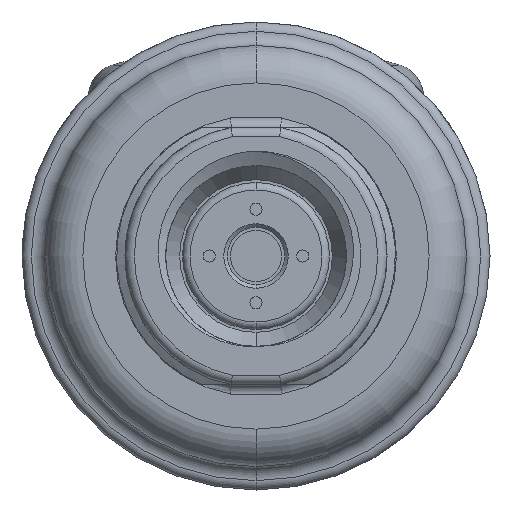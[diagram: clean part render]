
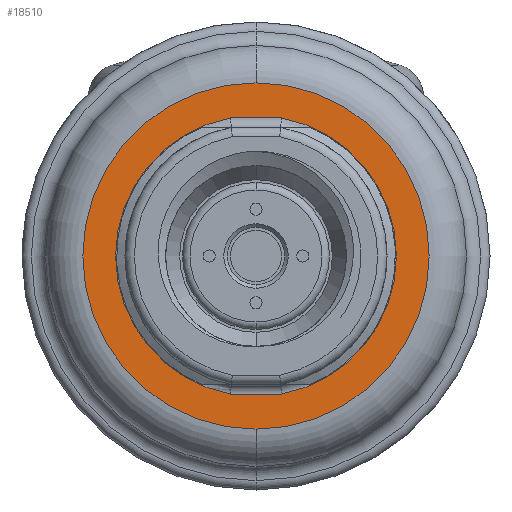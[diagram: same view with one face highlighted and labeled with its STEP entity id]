
A CAD part, front view. The second image highlights one B-rep face of the part: STEP entity #18510.
In plain terms, the highlighted planar face has unit normal (0, -1, 0).
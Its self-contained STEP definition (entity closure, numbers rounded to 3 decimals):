
#3907=CARTESIAN_POINT('',(0.,-3.,0.));
#3908=DIRECTION('',(0.,-1.,0.));
#3909=DIRECTION('',(0.,0.,-1.));
#3910=AXIS2_PLACEMENT_3D('',#3907,#3908,#3909);
#3912=CARTESIAN_POINT('',(0.,-3.,0.));
#3913=DIRECTION('',(0.,-1.,0.));
#3914=DIRECTION('',(0.,0.,1.));
#3915=AXIS2_PLACEMENT_3D('',#3912,#3913,#3914);
#3917=CARTESIAN_POINT('',(0.,-3.,0.));
#3918=DIRECTION('',(0.,-1.,0.));
#3919=DIRECTION('',(-0.182,0.,0.983));
#3920=AXIS2_PLACEMENT_3D('',#3917,#3918,#3919);
#3922=DIRECTION('',(1.,0.,0.));
#3923=VECTOR('',#3922,5.454);
#3924=CARTESIAN_POINT('',(-2.727,-3.,-14.75));
#3925=LINE('',#3924,#3923);
#3926=CARTESIAN_POINT('',(0.,-3.,0.));
#3927=DIRECTION('',(0.,-1.,0.));
#3928=DIRECTION('',(0.182,0.,-0.983));
#3929=AXIS2_PLACEMENT_3D('',#3926,#3927,#3928);
#3931=DIRECTION('',(-1.,0.,0.));
#3932=VECTOR('',#3931,5.454);
#3933=CARTESIAN_POINT('',(2.727,-3.,14.75));
#3934=LINE('',#3933,#3932);
#15084=CARTESIAN_POINT('',(-2.727,-3.,14.75));
#15085=CARTESIAN_POINT('',(-2.727,-3.,-14.75));
#15086=VERTEX_POINT('',#15084);
#15087=VERTEX_POINT('',#15085);
#15092=CARTESIAN_POINT('',(2.727,-3.,-14.75));
#15093=CARTESIAN_POINT('',(2.727,-3.,14.75));
#15094=VERTEX_POINT('',#15092);
#15095=VERTEX_POINT('',#15093);
#15344=CARTESIAN_POINT('',(0.,-3.,-18.5));
#15345=CARTESIAN_POINT('',(0.,-3.,18.5));
#15346=VERTEX_POINT('',#15344);
#15347=VERTEX_POINT('',#15345);
#18490=CARTESIAN_POINT('',(0.,-3.,0.));
#18491=DIRECTION('',(0.,-1.,0.));
#18492=DIRECTION('',(0.,0.,1.));
#18493=AXIS2_PLACEMENT_3D('',#18490,#18491,#18492);
#18494=PLANE('',#18493);
#18496=ORIENTED_EDGE('',*,*,#18495,.F.);
#18498=ORIENTED_EDGE('',*,*,#18497,.F.);
#18499=EDGE_LOOP('',(#18496,#18498));
#18500=FACE_OUTER_BOUND('',#18499,.F.);
#18501=ORIENTED_EDGE('',*,*,#18480,.T.);
#18503=ORIENTED_EDGE('',*,*,#18502,.T.);
#18505=ORIENTED_EDGE('',*,*,#18504,.T.);
#18507=ORIENTED_EDGE('',*,*,#18506,.T.);
#18508=EDGE_LOOP('',(#18501,#18503,#18505,#18507));
#18509=FACE_BOUND('',#18508,.F.);
#18510=ADVANCED_FACE('',(#18500,#18509),#18494,.T.);
#3911=CIRCLE('',#3910,18.5);
#3916=CIRCLE('',#3915,18.5);
#3921=CIRCLE('',#3920,15.);
#3930=CIRCLE('',#3929,15.);
#18480=EDGE_CURVE('',#15086,#15087,#3921,.T.);
#18495=EDGE_CURVE('',#15346,#15347,#3911,.T.);
#18497=EDGE_CURVE('',#15347,#15346,#3916,.T.);
#18502=EDGE_CURVE('',#15087,#15094,#3925,.T.);
#18504=EDGE_CURVE('',#15094,#15095,#3930,.T.);
#18506=EDGE_CURVE('',#15095,#15086,#3934,.T.);
